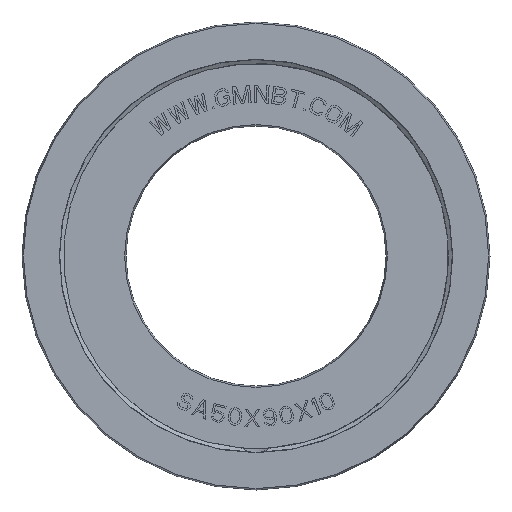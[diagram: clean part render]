
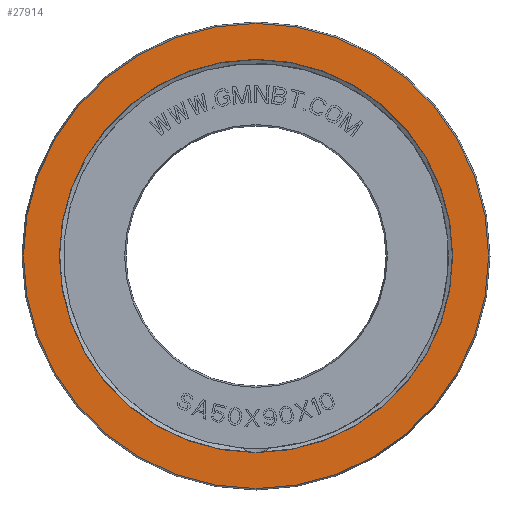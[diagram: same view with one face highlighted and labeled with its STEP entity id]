
A CAD part, front view. The second image highlights one B-rep face of the part: STEP entity #27914.
In plain terms, the highlighted planar face has unit normal (0, -1, 0).
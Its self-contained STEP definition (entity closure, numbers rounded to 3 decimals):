
#27031=CARTESIAN_POINT('',(0.,-5.,0.));
#27032=DIRECTION('',(0.,1.,0.));
#27033=DIRECTION('',(0.,0.,-1.));
#27034=AXIS2_PLACEMENT_3D('',#27031,#27032,#27033);
#27046=CARTESIAN_POINT('',(0.,-5.,0.));
#27047=DIRECTION('',(0.,-1.,0.));
#27048=DIRECTION('',(0.,0.,-1.));
#27049=AXIS2_PLACEMENT_3D('',#27046,#27047,#27048);
#27061=CARTESIAN_POINT('',(0.,-5.,0.));
#27062=DIRECTION('',(0.,1.,0.));
#27063=DIRECTION('',(0.,0.,-1.));
#27064=AXIS2_PLACEMENT_3D('',#27061,#27062,#27063);
#27069=CARTESIAN_POINT('',(0.,-5.,0.));
#27070=DIRECTION('',(0.,-1.,0.));
#27071=DIRECTION('',(0.,0.,-1.));
#27072=AXIS2_PLACEMENT_3D('',#27069,#27070,#27071);
#27799=CARTESIAN_POINT('',(0.,-5.,-37.816));
#27801=VERTEX_POINT('',#27799);
#27802=CARTESIAN_POINT('',(0.,-5.,-44.732));
#27804=VERTEX_POINT('',#27802);
#27818=CARTESIAN_POINT('',(0.,-5.,37.816));
#27819=VERTEX_POINT('',#27818);
#27820=CARTESIAN_POINT('',(0.,-5.,44.732));
#27822=VERTEX_POINT('',#27820);
#27899=CARTESIAN_POINT('',(0.,-5.,0.));
#27900=DIRECTION('',(0.,1.,0.));
#27901=DIRECTION('',(0.,0.,-1.));
#27902=AXIS2_PLACEMENT_3D('',#27899,#27900,#27901);
#27903=PLANE('',#27902);
#27904=ORIENTED_EDGE('',*,*,#27891,.F.);
#27905=ORIENTED_EDGE('',*,*,#27880,.T.);
#27906=EDGE_LOOP('',(#27904,#27905));
#27907=FACE_OUTER_BOUND('',#27906,.F.);
#27909=ORIENTED_EDGE('',*,*,#27908,.F.);
#27911=ORIENTED_EDGE('',*,*,#27910,.T.);
#27912=EDGE_LOOP('',(#27909,#27911));
#27913=FACE_BOUND('',#27912,.F.);
#27035=CIRCLE('',#27034,44.732);
#27050=CIRCLE('',#27049,44.732);
#27065=CIRCLE('',#27064,37.816);
#27073=CIRCLE('',#27072,37.816);
#27880=EDGE_CURVE('',#27804,#27822,#27035,.T.);
#27891=EDGE_CURVE('',#27804,#27822,#27050,.T.);
#27908=EDGE_CURVE('',#27801,#27819,#27065,.T.);
#27910=EDGE_CURVE('',#27801,#27819,#27073,.T.);
#27914=ADVANCED_FACE('',(#27907,#27913),#27903,.F.);
